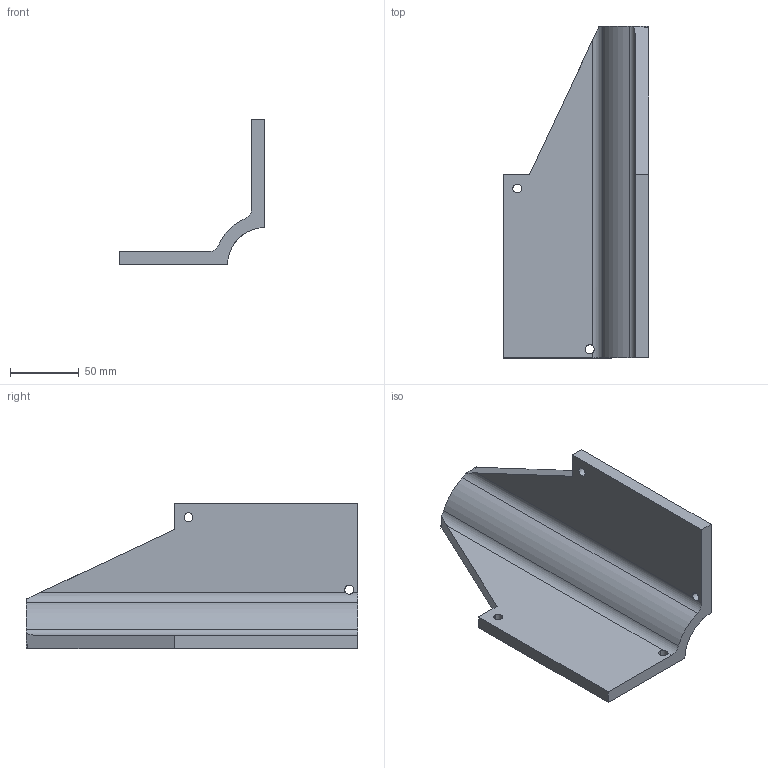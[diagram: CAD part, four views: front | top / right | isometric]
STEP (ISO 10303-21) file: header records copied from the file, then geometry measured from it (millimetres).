
FILE_DESCRIPTION(('CATIA V5 STEP Exchange','CAx-IF Rec.Pracs.--- Model Styling and Organization---1.4--- 2014-01-23','CAx-IF Rec.Pracs.---3D Tessellated Data Validation Properties---0.5---2014-09-14'),'2;1');
FILE_NAME('fin moldfullscale.stp','2025-06-17T20:01:36+00:00',('none'),('none'),'CATIA Version 5-6 Release 2019 SP6','CATIA V5 STEP AP242 v1','none');
FILE_SCHEMA(('AP242_MANAGED_MODEL_BASED_3D_ENGINEERING_MIM_LF {1 0 10303 442 1 1 4}'));
Length unit declared in the file: millimetre
Products named in the file (1): finmoldld
Bounding box: 105.73 x 241.3 x 105.73 mm (x, y, z)
Volume: 312870.5 mm3; surface area: 78250.2 mm2
Topology: 1 solids, 1 shells, 42 faces, 136 edges, 94 vertices
Faces by surface type: plane 22, cylinder 16, bspline 4
Entity records: 1881 total; most frequent: CARTESIAN_POINT 729, ORIENTED_EDGE 272, DIRECTION 172, EDGE_CURVE 136, VERTEX_POINT 94, AXIS2_PLACEMENT_3D 73, VECTOR 70, LINE 70
